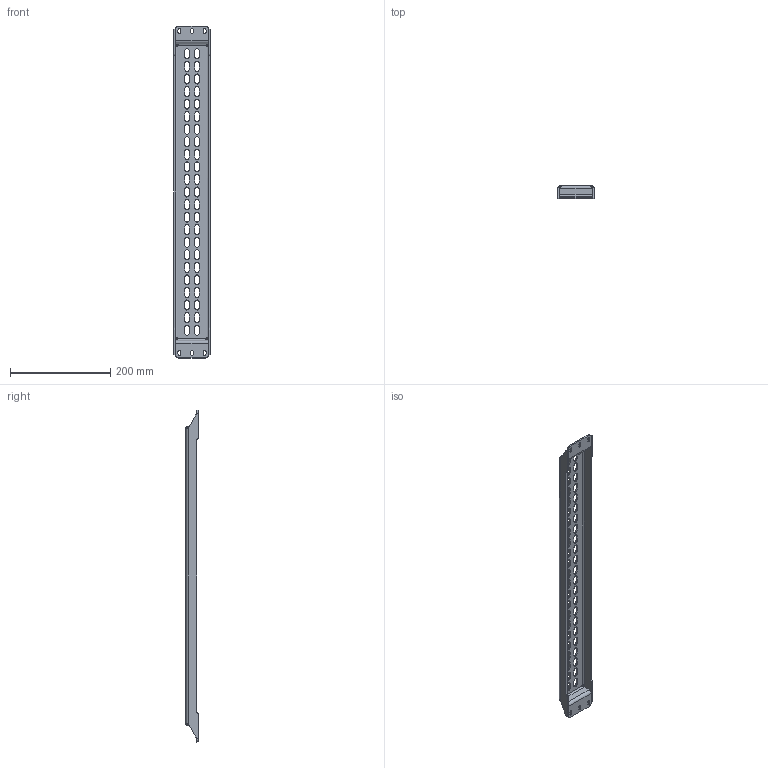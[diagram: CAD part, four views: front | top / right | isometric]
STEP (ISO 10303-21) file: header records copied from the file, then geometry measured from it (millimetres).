
FILE_DESCRIPTION (( 'STEP AP214' ), '1' );
FILE_NAME ('998.570.STEP', '2024-10-01T09:47:57', ( '' ), ( '' ), 'SwSTEP 2.0', 'SolidWorks 2021', '' );
FILE_SCHEMA (( 'AUTOMOTIVE_DESIGN' ));
Length unit declared in the file: millimetre
Products named in the file (1): 998.570
Bounding box: 72 x 25 x 661 mm (x, y, z)
Volume: 189529.3 mm3; surface area: 139314.8 mm2
Topology: 1 solids, 1 shells, 350 faces, 996 edges, 648 vertices
Faces by surface type: cylinder 188, plane 146, bspline 16
Entity records: 13002 total; most frequent: CARTESIAN_POINT 3479, ORIENTED_EDGE 1992, DIRECTION 1970, EDGE_CURVE 996, AXIS2_PLACEMENT_3D 695, VERTEX_POINT 648, LINE 580, VECTOR 580
